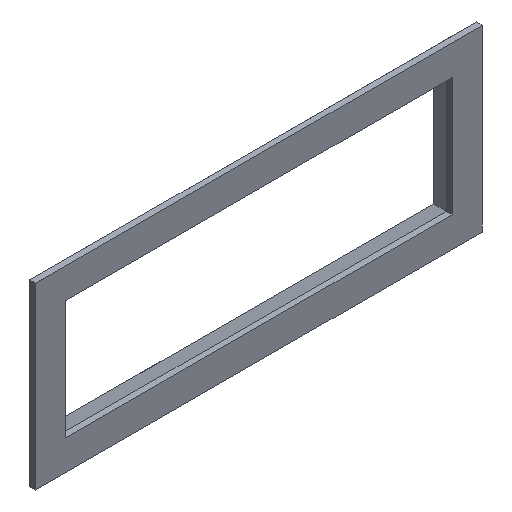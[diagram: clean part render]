
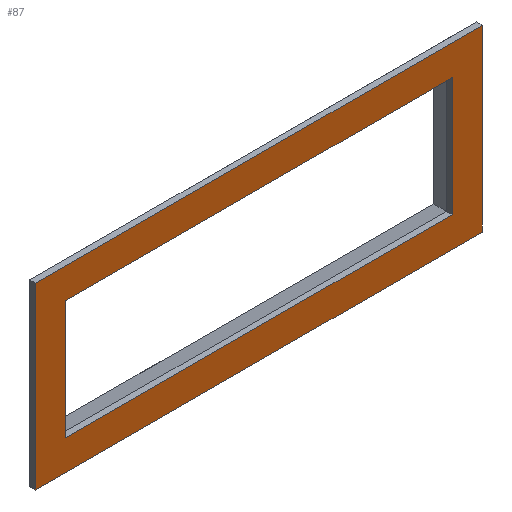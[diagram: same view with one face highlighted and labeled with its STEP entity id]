
A CAD part, isometric view. The second image highlights one B-rep face of the part: STEP entity #87.
In plain terms, the highlighted planar face has unit normal (0, -1, 0).
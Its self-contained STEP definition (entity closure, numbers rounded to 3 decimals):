
#6 = DIRECTION ( 'NONE',  ( -1., 0., 0. ) ) ;
#11 = VERTEX_POINT ( 'NONE', #294 ) ;
#17 = CARTESIAN_POINT ( 'NONE',  ( 4., 0., 62.5 ) ) ;
#20 = CARTESIAN_POINT ( 'NONE',  ( 25., 0., 80.32 ) ) ;
#23 = LINE ( 'NONE', #516, #314 ) ;
#26 = VECTOR ( 'NONE', #435, 1000. ) ;
#30 = VERTEX_POINT ( 'NONE', #515 ) ;
#43 = CARTESIAN_POINT ( 'NONE',  ( 295., 0., 41.5 ) ) ;
#49 = EDGE_LOOP ( 'NONE', ( #60, #421, #318, #78 ) ) ;
#51 = EDGE_LOOP ( 'NONE', ( #424, #229, #120, #381 ) ) ;
#52 = DIRECTION ( 'NONE',  ( -1., 0., 0. ) ) ;
#57 = EDGE_CURVE ( 'NONE', #114, #11, #579, .T. ) ;
#60 = ORIENTED_EDGE ( 'NONE', *, *, #412, .F. ) ;
#65 = DIRECTION ( 'NONE',  ( 0., 0., -1. ) ) ;
#76 = VERTEX_POINT ( 'NONE', #300 ) ;
#78 = ORIENTED_EDGE ( 'NONE', *, *, #57, .T. ) ;
#80 = DIRECTION ( 'NONE',  ( 0., 0., -1. ) ) ;
#83 = LINE ( 'NONE', #440, #26 ) ;
#87 = ADVANCED_FACE ( 'NONE', ( #177, #390 ), #212, .F. ) ;
#93 = CARTESIAN_POINT ( 'NONE',  ( 295., 0., 41.5 ) ) ;
#98 = CARTESIAN_POINT ( 'NONE',  ( 316., 0., -62.5 ) ) ;
#114 = VERTEX_POINT ( 'NONE', #485 ) ;
#116 = VECTOR ( 'NONE', #319, 1000. ) ;
#120 = ORIENTED_EDGE ( 'NONE', *, *, #243, .F. ) ;
#139 = EDGE_CURVE ( 'NONE', #76, #30, #83, .T. ) ;
#145 = EDGE_CURVE ( 'NONE', #273, #114, #491, .T. ) ;
#146 = LINE ( 'NONE', #362, #116 ) ;
#160 = VECTOR ( 'NONE', #52, 1000. ) ;
#171 = DIRECTION ( 'NONE',  ( 0., 1., 0. ) ) ;
#177 = FACE_BOUND ( 'NONE', #49, .T. ) ;
#188 = LINE ( 'NONE', #98, #160 ) ;
#190 = LINE ( 'NONE', #20, #446 ) ;
#191 = VERTEX_POINT ( 'NONE', #17 ) ;
#201 = CARTESIAN_POINT ( 'NONE',  ( 25., 0., 41.5 ) ) ;
#203 = CARTESIAN_POINT ( 'NONE',  ( 4., 0., -62.5 ) ) ;
#212 = PLANE ( 'NONE',  #268 ) ;
#223 = VECTOR ( 'NONE', #481, 1000. ) ;
#229 = ORIENTED_EDGE ( 'NONE', *, *, #271, .T. ) ;
#243 = EDGE_CURVE ( 'NONE', #30, #395, #188, .T. ) ;
#268 = AXIS2_PLACEMENT_3D ( 'NONE', #448, #171, #6 ) ;
#271 = EDGE_CURVE ( 'NONE', #191, #395, #146, .T. ) ;
#273 = VERTEX_POINT ( 'NONE', #93 ) ;
#284 = DIRECTION ( 'NONE',  ( 1., 0., 0. ) ) ;
#294 = CARTESIAN_POINT ( 'NONE',  ( 25., 0., -41.5 ) ) ;
#300 = CARTESIAN_POINT ( 'NONE',  ( 316., 0., 62.5 ) ) ;
#314 = VECTOR ( 'NONE', #284, 1000. ) ;
#318 = ORIENTED_EDGE ( 'NONE', *, *, #145, .T. ) ;
#319 = DIRECTION ( 'NONE',  ( 0., 0., -1. ) ) ;
#336 = EDGE_CURVE ( 'NONE', #191, #76, #23, .T. ) ;
#351 = VERTEX_POINT ( 'NONE', #428 ) ;
#361 = EDGE_CURVE ( 'NONE', #351, #273, #383, .T. ) ;
#362 = CARTESIAN_POINT ( 'NONE',  ( 4., 0., 80.32 ) ) ;
#369 = DIRECTION ( 'NONE',  ( 1., 0., 0. ) ) ;
#381 = ORIENTED_EDGE ( 'NONE', *, *, #139, .F. ) ;
#383 = LINE ( 'NONE', #201, #544 ) ;
#390 = FACE_OUTER_BOUND ( 'NONE', #51, .T. ) ;
#395 = VERTEX_POINT ( 'NONE', #203 ) ;
#412 = EDGE_CURVE ( 'NONE', #351, #11, #190, .T. ) ;
#421 = ORIENTED_EDGE ( 'NONE', *, *, #361, .T. ) ;
#424 = ORIENTED_EDGE ( 'NONE', *, *, #336, .F. ) ;
#428 = CARTESIAN_POINT ( 'NONE',  ( 25., 0., 41.5 ) ) ;
#435 = DIRECTION ( 'NONE',  ( 0., 0., -1. ) ) ;
#440 = CARTESIAN_POINT ( 'NONE',  ( 316., 0., 62.5 ) ) ;
#446 = VECTOR ( 'NONE', #65, 1000. ) ;
#448 = CARTESIAN_POINT ( 'NONE',  ( 4., 0., 80.32 ) ) ;
#481 = DIRECTION ( 'NONE',  ( -1., 0., 0. ) ) ;
#485 = CARTESIAN_POINT ( 'NONE',  ( 295., 0., -41.5 ) ) ;
#490 = VECTOR ( 'NONE', #80, 1000. ) ;
#491 = LINE ( 'NONE', #43, #490 ) ;
#515 = CARTESIAN_POINT ( 'NONE',  ( 316., 0., -62.5 ) ) ;
#516 = CARTESIAN_POINT ( 'NONE',  ( 4., 0., 62.5 ) ) ;
#528 = CARTESIAN_POINT ( 'NONE',  ( 295., 0., -41.5 ) ) ;
#544 = VECTOR ( 'NONE', #369, 1000. ) ;
#579 = LINE ( 'NONE', #528, #223 ) ;
